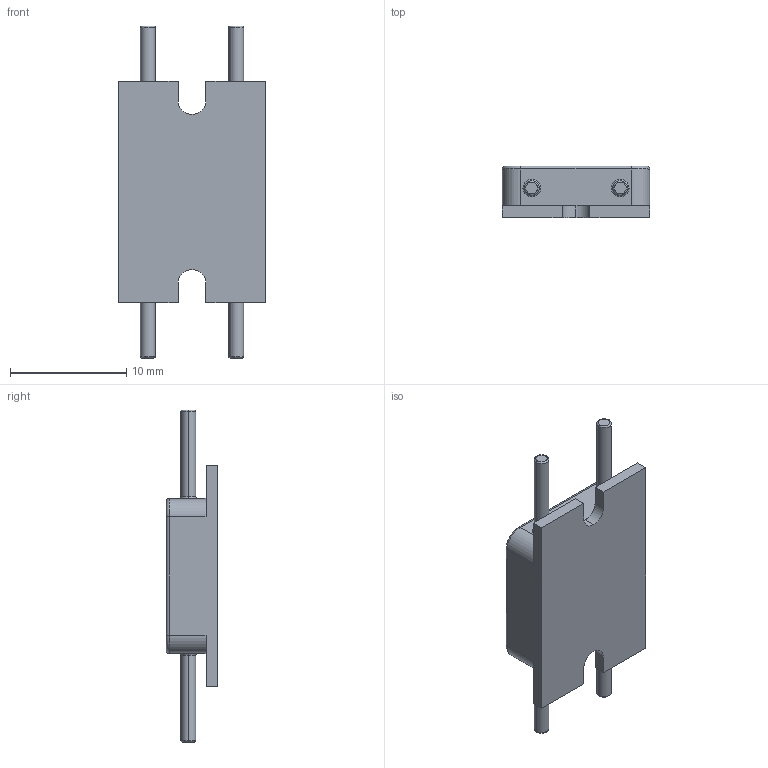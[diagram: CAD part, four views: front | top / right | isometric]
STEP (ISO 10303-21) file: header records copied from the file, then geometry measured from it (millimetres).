
FILE_DESCRIPTION (( 'STEP AP203' ), '1' );
FILE_NAME ('SurfaceMount.STEP', '2020-07-01T17:43:50', ( '' ), ( '' ), 'SwSTEP 2.0', 'SolidWorks 2017', '' );
FILE_SCHEMA (( 'CONFIG_CONTROL_DESIGN' ));
Length unit declared in the file: inch
Products named in the file (1): SurfaceMount
Bounding box: 12.7 x 4.45 x 28.6 mm (x, y, z)
Volume: 845.6 mm3; surface area: 817 mm2
Topology: 1 solids, 1 shells, 61 faces, 138 edges, 83 vertices
Faces by surface type: plane 22, torus 20, cylinder 19
Entity records: 1790 total; most frequent: DIRECTION 337, CARTESIAN_POINT 283, ORIENTED_EDGE 276, EDGE_CURVE 138, AXIS2_PLACEMENT_3D 137, VERTEX_POINT 83, CIRCLE 75, EDGE_LOOP 65
